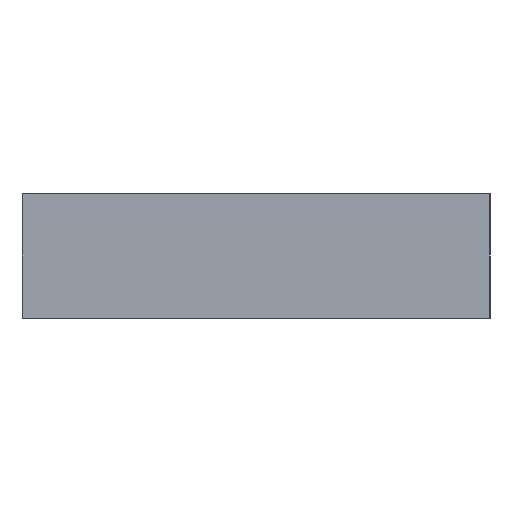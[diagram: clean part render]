
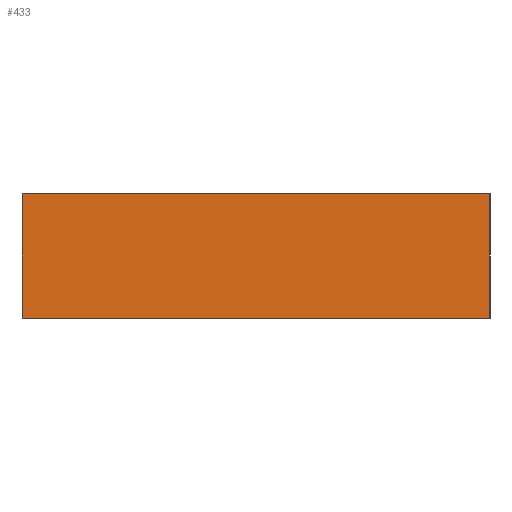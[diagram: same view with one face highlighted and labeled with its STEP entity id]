
A CAD part, left-side view. The second image highlights one B-rep face of the part: STEP entity #433.
In plain terms, the highlighted planar face has unit normal (-1, 0, 0).
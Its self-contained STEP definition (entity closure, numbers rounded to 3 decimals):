
#43=PLANE('',#500);
#68=FACE_OUTER_BOUND('',#98,.T.);
#98=EDGE_LOOP('',(#358,#359,#360,#361));
#136=LINE('',#733,#162);
#137=LINE('',#735,#163);
#138=LINE('',#737,#164);
#139=LINE('',#738,#165);
#162=VECTOR('',#618,10.);
#163=VECTOR('',#619,10.);
#164=VECTOR('',#620,10.);
#165=VECTOR('',#621,10.);
#230=VERTEX_POINT('',#731);
#231=VERTEX_POINT('',#732);
#232=VERTEX_POINT('',#734);
#233=VERTEX_POINT('',#736);
#280=EDGE_CURVE('',#230,#231,#136,.T.);
#281=EDGE_CURVE('',#230,#232,#137,.T.);
#282=EDGE_CURVE('',#233,#232,#138,.T.);
#283=EDGE_CURVE('',#231,#233,#139,.T.);
#358=ORIENTED_EDGE('',*,*,#280,.F.);
#359=ORIENTED_EDGE('',*,*,#281,.T.);
#360=ORIENTED_EDGE('',*,*,#282,.F.);
#361=ORIENTED_EDGE('',*,*,#283,.F.);
#433=ADVANCED_FACE('',(#68),#43,.T.);
#500=AXIS2_PLACEMENT_3D('',#730,#616,#617);
#616=DIRECTION('center_axis',(-1.,0.,0.));
#617=DIRECTION('ref_axis',(0.,-1.,0.));
#618=DIRECTION('',(0.,1.,0.));
#619=DIRECTION('',(0.,0.,1.));
#620=DIRECTION('',(0.,-1.,0.));
#621=DIRECTION('',(0.,0.,1.));
#730=CARTESIAN_POINT('Origin',(-115.,115.,192.));
#731=CARTESIAN_POINT('',(-115.,85.,192.));
#732=CARTESIAN_POINT('',(-115.,115.,192.));
#733=CARTESIAN_POINT('',(-115.,85.,192.));
#734=CARTESIAN_POINT('',(-115.,85.,200.));
#735=CARTESIAN_POINT('',(-115.,85.,192.));
#736=CARTESIAN_POINT('',(-115.,115.,200.));
#737=CARTESIAN_POINT('',(-115.,85.,200.));
#738=CARTESIAN_POINT('',(-115.,115.,192.));
